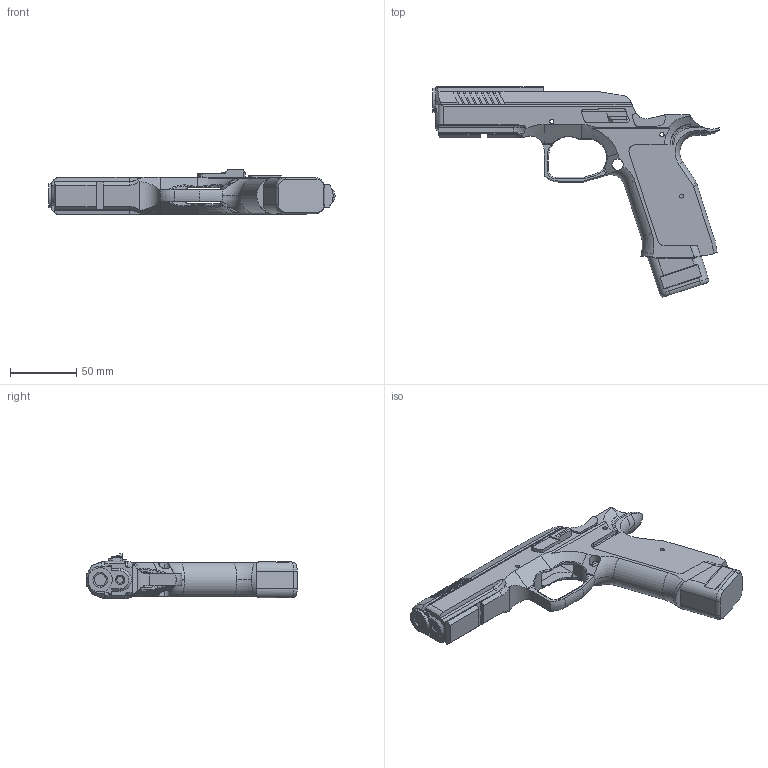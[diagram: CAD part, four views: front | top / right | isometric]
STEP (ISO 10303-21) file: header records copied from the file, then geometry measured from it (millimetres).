
FILE_DESCRIPTION (( 'STEP AP214' ), '1' );
FILE_NAME ('CZS2_grip_flat_safety.STEP', '2024-04-20T02:41:04', ( '' ), ( '' ), 'SwSTEP 2.0', 'SolidWorks 2022', '' );
FILE_SCHEMA (( 'AUTOMOTIVE_DESIGN' ));
Length unit declared in the file: millimetre
Products named in the file (1): CZS2_grip_flat_safety
Bounding box: 216.19 x 158.95 x 33.7 mm (x, y, z)
Volume: 101250.7 mm3; surface area: 69245 mm2
Topology: 1 solids, 1 shells, 491 faces, 1398 edges, 902 vertices
Faces by surface type: plane 264, cylinder 144, torus 34, bspline 31, cone 16, sphere 2
Entity records: 17932 total; most frequent: CARTESIAN_POINT 5463, ORIENTED_EDGE 2788, DIRECTION 2417, EDGE_CURVE 1394, VERTEX_POINT 902, LINE 871, VECTOR 871, AXIS2_PLACEMENT_3D 773
